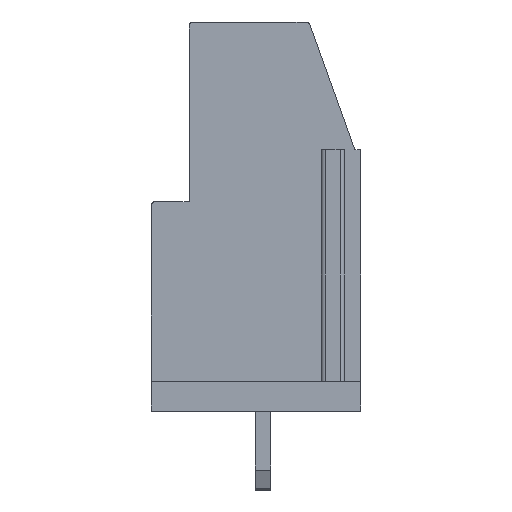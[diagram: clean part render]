
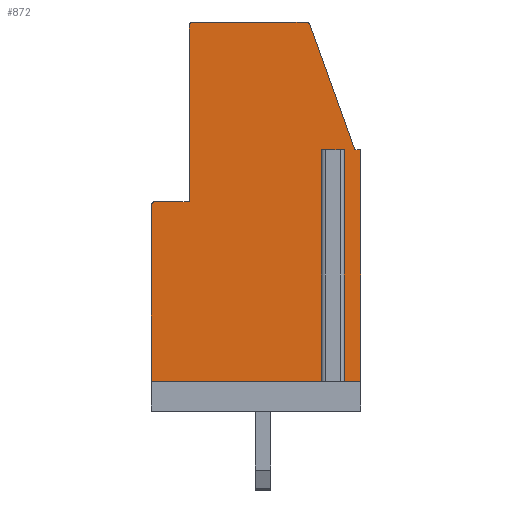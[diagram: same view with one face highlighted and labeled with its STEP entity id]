
A CAD part, left-side view. The second image highlights one B-rep face of the part: STEP entity #872.
In plain terms, the highlighted planar face has unit normal (-1, 0, 0).
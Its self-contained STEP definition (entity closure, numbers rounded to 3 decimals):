
#872=ADVANCED_FACE('',(#5814),#5816,.T.);
#5814=FACE_BOUND('',#5815,.T.);
#5815=EDGE_LOOP('',(#9946,#9947,#9948,#9949,#9950,#9951,#9952,#9953,#9954,#9955,
#9956,#9957,#9958,#9959,#9960));
#5816=PLANE('',#5817);
#5817=AXIS2_PLACEMENT_3D('',#5818,#5819,#5820);
#5818=CARTESIAN_POINT('',(-2.5,0.,0.));
#5819=DIRECTION('',(-1.,0.,0.));
#5820=DIRECTION('',(0.,0.,-1.));
#9946=ORIENTED_EDGE('',*,*,#12632,.F.);
#9947=ORIENTED_EDGE('',*,*,#12633,.F.);
#9948=ORIENTED_EDGE('',*,*,#12634,.F.);
#9949=ORIENTED_EDGE('',*,*,#12413,.T.);
#9950=ORIENTED_EDGE('',*,*,#12603,.T.);
#9951=ORIENTED_EDGE('',*,*,#12635,.T.);
#9952=ORIENTED_EDGE('',*,*,#12636,.T.);
#9953=ORIENTED_EDGE('',*,*,#12637,.T.);
#9954=ORIENTED_EDGE('',*,*,#12638,.T.);
#9955=ORIENTED_EDGE('',*,*,#12639,.T.);
#9956=ORIENTED_EDGE('',*,*,#12640,.T.);
#9957=ORIENTED_EDGE('',*,*,#12641,.T.);
#9958=ORIENTED_EDGE('',*,*,#12642,.T.);
#9959=ORIENTED_EDGE('',*,*,#12643,.T.);
#9960=ORIENTED_EDGE('',*,*,#12419,.T.);
#12413=EDGE_CURVE('',#13797,#13795,#13798,.T.);
#12419=EDGE_CURVE('',#13809,#13807,#13810,.T.);
#12603=EDGE_CURVE('',#13795,#14169,#14171,.T.);
#12632=EDGE_CURVE('',#14228,#13807,#14229,.T.);
#12633=EDGE_CURVE('',#14230,#14228,#14231,.F.);
#12634=EDGE_CURVE('',#13797,#14230,#14232,.T.);
#12635=EDGE_CURVE('',#14169,#14233,#14234,.T.);
#12636=EDGE_CURVE('',#14233,#14235,#14236,.T.);
#12637=EDGE_CURVE('',#14235,#14237,#14238,.T.);
#12638=EDGE_CURVE('',#14237,#14239,#14240,.T.);
#12639=EDGE_CURVE('',#14239,#14241,#14242,.T.);
#12640=EDGE_CURVE('',#14241,#14243,#14244,.T.);
#12641=EDGE_CURVE('',#14243,#14245,#14246,.T.);
#12642=EDGE_CURVE('',#14245,#14247,#14248,.T.);
#12643=EDGE_CURVE('',#14247,#13809,#14249,.T.);
#13795=VERTEX_POINT('',#16055);
#13797=VERTEX_POINT('',#16059);
#13798=LINE('',#16060,#16061);
#13807=VERTEX_POINT('',#16081);
#13809=VERTEX_POINT('',#16085);
#13810=LINE('',#16086,#16087);
#14169=VERTEX_POINT('',#16836);
#14171=LINE('',#16840,#16841);
#14228=VERTEX_POINT('',#16955);
#14229=LINE('',#16956,#16957);
#14230=VERTEX_POINT('',#16959);
#14231=LINE('',#16960,#16961);
#14232=LINE('',#16963,#16964);
#14233=VERTEX_POINT('',#16966);
#14234=LINE('',#16967,#16968);
#14235=VERTEX_POINT('',#16970);
#14236=LINE('',#16971,#16972);
#14237=VERTEX_POINT('',#16974);
#14238=CIRCLE('',#16975,0.2);
#14239=VERTEX_POINT('',#16979);
#14240=LINE('',#16980,#16981);
#14241=VERTEX_POINT('',#16983);
#14242=CIRCLE('',#16984,0.2);
#14243=VERTEX_POINT('',#16988);
#14244=LINE('',#16989,#16990);
#14245=VERTEX_POINT('',#16992);
#14246=LINE('',#16993,#16994);
#14247=VERTEX_POINT('',#16996);
#14248=CIRCLE('',#16997,0.2);
#14249=LINE('',#17001,#17002);
#16055=CARTESIAN_POINT('',(-2.5,-4.9,1.5));
#16059=CARTESIAN_POINT('',(-2.5,-3.925,1.5));
#16060=CARTESIAN_POINT('',(-2.5,-3.925,1.5));
#16061=VECTOR('',#16062,1.);
#16062=DIRECTION('',(0.,-1.,0.));
#16081=CARTESIAN_POINT('',(-2.5,-3.075,1.5));
#16085=CARTESIAN_POINT('',(-2.5,5.6,1.5));
#16086=CARTESIAN_POINT('',(-2.5,5.6,1.5));
#16087=VECTOR('',#16088,1.);
#16088=DIRECTION('',(0.,-1.,0.));
#16836=CARTESIAN_POINT('',(-2.5,-4.9,13.1));
#16840=CARTESIAN_POINT('',(-2.5,-4.9,1.5));
#16841=VECTOR('',#16842,1.);
#16842=DIRECTION('',(0.,0.,1.));
#16955=CARTESIAN_POINT('',(-2.5,-3.075,13.1));
#16956=CARTESIAN_POINT('',(-2.5,-3.075,13.1));
#16957=VECTOR('',#16958,1.);
#16958=DIRECTION('',(0.,0.,-1.));
#16959=CARTESIAN_POINT('',(-2.5,-3.925,13.1));
#16960=CARTESIAN_POINT('',(-2.5,-3.075,13.1));
#16961=VECTOR('',#16962,1.);
#16962=DIRECTION('',(0.,-1.,0.));
#16963=CARTESIAN_POINT('',(-2.5,-3.925,1.5));
#16964=VECTOR('',#16965,1.);
#16965=DIRECTION('',(0.,0.,1.));
#16966=CARTESIAN_POINT('',(-2.5,-4.6,13.1));
#16967=CARTESIAN_POINT('',(-2.5,-4.9,13.1));
#16968=VECTOR('',#16969,1.);
#16969=DIRECTION('',(0.,1.,0.));
#16970=CARTESIAN_POINT('',(-2.5,-2.348,19.368));
#16971=CARTESIAN_POINT('',(-2.5,-4.6,13.1));
#16972=VECTOR('',#16973,1.);
#16973=DIRECTION('',(0.,0.338,0.941));
#16974=CARTESIAN_POINT('',(-2.5,-2.159,19.5));
#16975=AXIS2_PLACEMENT_3D('',#16976,#16977,#16978);
#16976=CARTESIAN_POINT('',(-2.5,-2.159,19.3));
#16977=DIRECTION('',(-1.,-0.,-0.));
#16978=DIRECTION('',(0.,-0.941,0.338));
#16979=CARTESIAN_POINT('',(-2.5,3.5,19.5));
#16980=CARTESIAN_POINT('',(-2.5,-2.159,19.5));
#16981=VECTOR('',#16982,1.);
#16982=DIRECTION('',(0.,1.,0.));
#16983=CARTESIAN_POINT('',(-2.5,3.7,19.3));
#16984=AXIS2_PLACEMENT_3D('',#16985,#16986,#16987);
#16985=CARTESIAN_POINT('',(-2.5,3.5,19.3));
#16986=DIRECTION('',(-1.,-0.,-0.));
#16987=DIRECTION('',(0.,0.,1.));
#16988=CARTESIAN_POINT('',(-2.5,3.7,10.5));
#16989=CARTESIAN_POINT('',(-2.5,3.7,19.3));
#16990=VECTOR('',#16991,1.);
#16991=DIRECTION('',(0.,0.,-1.));
#16992=CARTESIAN_POINT('',(-2.5,5.4,10.5));
#16993=CARTESIAN_POINT('',(-2.5,3.7,10.5));
#16994=VECTOR('',#16995,1.);
#16995=DIRECTION('',(0.,1.,0.));
#16996=CARTESIAN_POINT('',(-2.5,5.6,10.3));
#16997=AXIS2_PLACEMENT_3D('',#16998,#16999,#17000);
#16998=CARTESIAN_POINT('',(-2.5,5.4,10.3));
#16999=DIRECTION('',(-1.,-0.,-0.));
#17000=DIRECTION('',(0.,0.,1.));
#17001=CARTESIAN_POINT('',(-2.5,5.6,10.3));
#17002=VECTOR('',#17003,1.);
#17003=DIRECTION('',(0.,0.,-1.));
